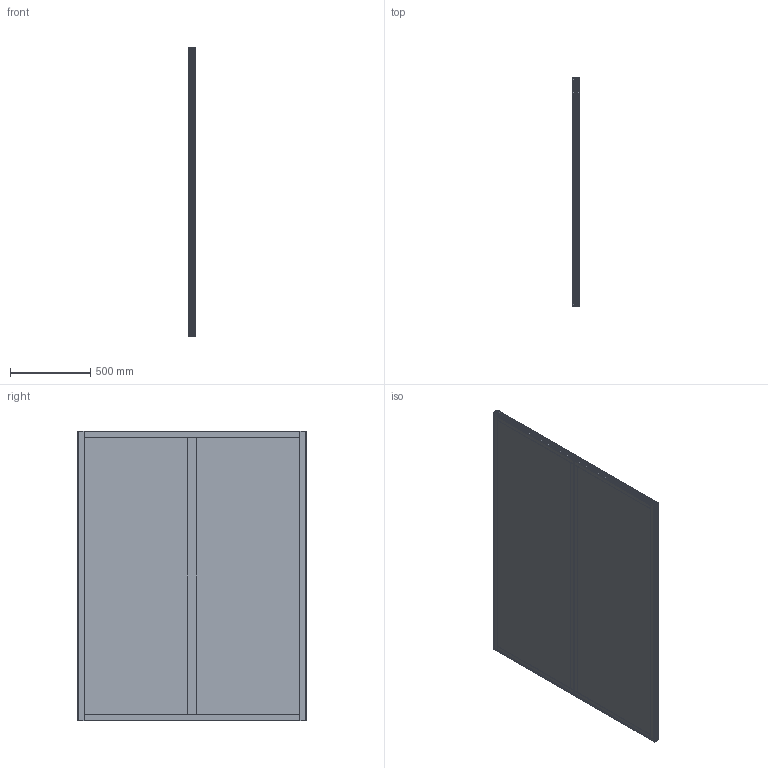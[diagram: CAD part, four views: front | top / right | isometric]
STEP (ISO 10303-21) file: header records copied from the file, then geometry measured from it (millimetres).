
FILE_DESCRIPTION(/* description */ ('Bezeichnung'),/* implementation_level */ '2;1');
FILE_NAME(/* name */ 'SZ8035N.stp',/* time_stamp */ '2015-11-17T12:19:09+01:00',/* author */ ('Marina Kaa'),/* organization */ (''),/* preprocessor_version */ 'ST-DEVELOPER v15.6',/* originating_system */ 'Autodesk Inventor 2015',/* authorisation */ 'Stückzahl');
FILE_SCHEMA (('AUTOMOTIVE_DESIGN { 1 0 10303 214 3 1 1 }'));
Length unit declared in the file: millimetre
Products named in the file (1): SZ8035_K
Bounding box: 40 x 1420 x 1800 mm (x, y, z)
Volume: 13261953.4 mm3; surface area: 9632856.3 mm2
Topology: 1 solids, 3 shells, 877 faces, 2570 edges, 1619 vertices
Faces by surface type: plane 670, cylinder 111, cone 96
Full cylindrical faces by diameter (mm): 6.5 x4, 6.647 x8, 6.8 x5, 7.35 x4, 7.5 x4, 8 x4
Entity records: 29542 total; most frequent: CARTESIAN_POINT 5672, ORIENTED_EDGE 4936, DIRECTION 4462, EDGE_CURVE 2468, LINE 2014, VECTOR 2014, VERTEX_POINT 1574, AXIS2_PLACEMENT_3D 1224
